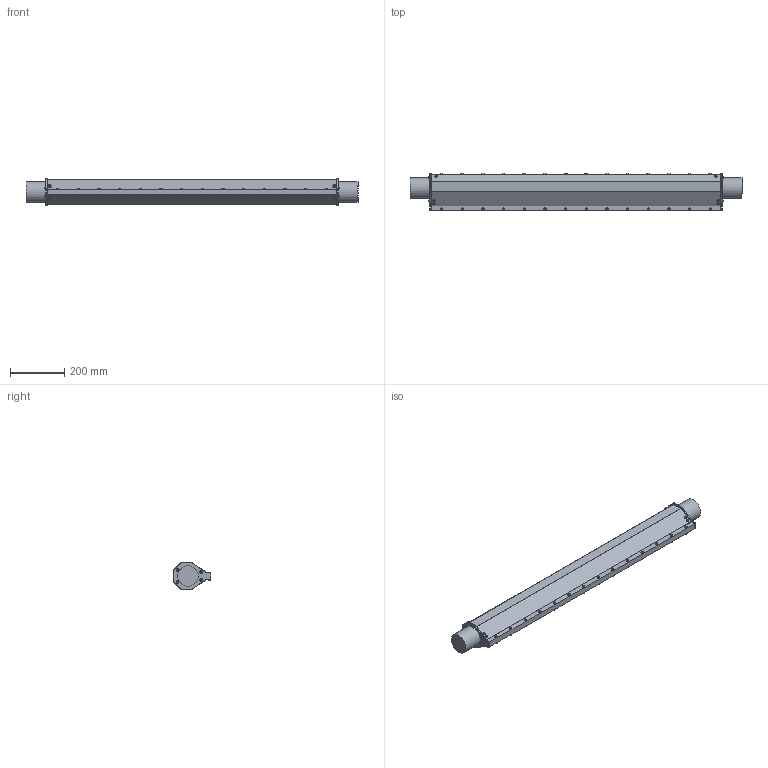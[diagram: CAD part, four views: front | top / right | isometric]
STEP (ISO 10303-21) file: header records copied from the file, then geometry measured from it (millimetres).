
FILE_DESCRIPTION(/* description */ (''),/* implementation_level */ '2;1');
FILE_NAME(/* name */ 'MAP2xxxxxx042 DUMMY.stp',/* time_stamp */ '2018-02-06T09:11:49-05:00',/* author */ ('James'),/* organization */ (''),/* preprocessor_version */ 'ST-DEVELOPER v16.5',/* originating_system */ 'Autodesk Inventor 2017',/* authorisation */ '');
FILE_SCHEMA (('AUTOMOTIVE_DESIGN { 1 0 10303 214 3 1 1 }'));
Products named in the file (1): MAP2xxxxxx042 DUMMY
Bounding box: 1223.98 x 139.7 x 96.52 mm (x, y, z)
Volume: 9660550.7 mm3; surface area: 463395.6 mm2
Topology: 1 solids, 1 shells, 877 faces, 1908 edges, 1208 vertices
Faces by surface type: plane 377, cone 266, cylinder 158, sphere 34, bspline 28, torus 14
Full cylindrical faces by diameter (mm): 7.6 x8, 9 x36, 9.5 x12, 10.5 x14, 11 x26, 76.2 x2
Entity records: 54864 total; most frequent: CARTESIAN_POINT 37337, ORIENTED_EDGE 3440, DIRECTION 3438, EDGE_CURVE 1720, AXIS2_PLACEMENT_3D 1484, EDGE_LOOP 1178, VERTEX_POINT 1146, FACE_OUTER_BOUND 877
